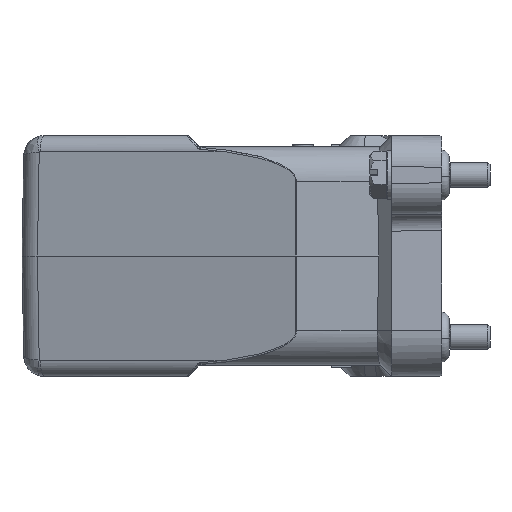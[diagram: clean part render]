
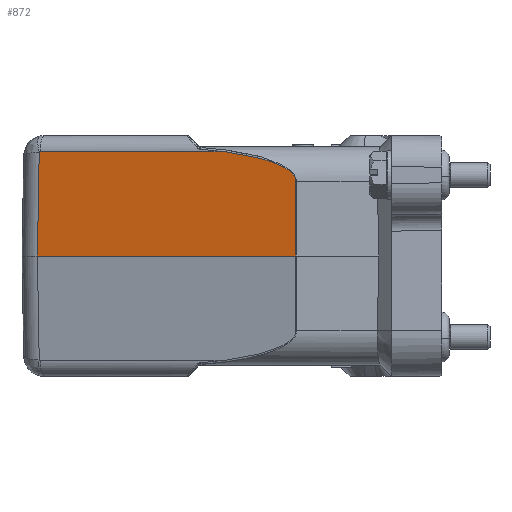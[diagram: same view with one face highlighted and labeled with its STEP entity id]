
A CAD part, left-side view. The second image highlights one B-rep face of the part: STEP entity #872.
In plain terms, the highlighted planar face has unit normal (-0.966, 0.259, 0.018).
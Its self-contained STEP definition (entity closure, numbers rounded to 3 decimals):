
#872=ADVANCED_FACE('NONE',(#1594),#1270,.T.);
#1270=PLANE('',#9001);
#1594=FACE_OUTER_BOUND('',#2095,.T.);
#2095=EDGE_LOOP('',(#4878,#4879,#4880,#4881,#4882,#4883));
#2632=LINE('',#13071,#3298);
#2788=LINE('',#14150,#3454);
#2789=LINE('',#14169,#3455);
#2790=LINE('',#14171,#3456);
#3298=VECTOR('',#10038,1.);
#3454=VECTOR('',#10386,1.);
#3455=VECTOR('',#10389,1.);
#3456=VECTOR('',#10390,1.);
#4878=ORIENTED_EDGE('',*,*,#7734,.F.);
#4879=ORIENTED_EDGE('',*,*,#7735,.T.);
#4880=ORIENTED_EDGE('',*,*,#7736,.T.);
#4881=ORIENTED_EDGE('',*,*,#7521,.F.);
#4882=ORIENTED_EDGE('',*,*,#7520,.F.);
#4883=ORIENTED_EDGE('',*,*,#7732,.T.);
#6591=VERTEX_POINT('',#12924);
#6593=VERTEX_POINT('',#12962);
#6594=VERTEX_POINT('',#13072);
#6702=VERTEX_POINT('',#14149);
#6703=VERTEX_POINT('',#14168);
#6704=VERTEX_POINT('',#14170);
#7520=EDGE_CURVE('NONE',#6591,#6593,#8379,.T.);
#7521=EDGE_CURVE('NONE',#6593,#6594,#2632,.T.);
#7732=EDGE_CURVE('NONE',#6591,#6702,#2788,.T.);
#7734=EDGE_CURVE('NONE',#6703,#6702,#8426,.T.);
#7735=EDGE_CURVE('NONE',#6703,#6704,#2789,.T.);
#7736=EDGE_CURVE('NONE',#6704,#6594,#2790,.T.);
#8379=B_SPLINE_CURVE_WITH_KNOTS('',3,(#12963,#12964,#12965,#12966,#12967,
#12968,#12969,#12970,#12971,#12972,#12973,#12974,#12975,#12976,#12977,#12978,
#12979,#12980,#12981,#12982),.UNSPECIFIED.,.F.,.F.,(4,2,2,2,2,2,2,2,2,4),
(0.,0.25,0.5,0.625,0.75,0.813,0.875,0.938,0.969,1.),
 .UNSPECIFIED.);
#8426=B_SPLINE_CURVE_WITH_KNOTS('',3,(#14164,#14165,#14166,#14167),
 .UNSPECIFIED.,.F.,.F.,(4,4),(0.,1.),.UNSPECIFIED.);
#9001=AXIS2_PLACEMENT_3D('',#14172,#10391,#10392);
#10038=DIRECTION('',(-0.017,0.002,-1.));
#10386=DIRECTION('',(0.259,0.966,0.));
#10389=DIRECTION('',(-0.013,0.017,-1.));
#10390=DIRECTION('',(-0.259,-0.966,0.));
#10391=DIRECTION('',(-0.966,0.259,0.017));
#10392=DIRECTION('',(-0.259,-0.966,0.));
#12924=CARTESIAN_POINT('',(-46.529,51.861,25.07));
#12962=CARTESIAN_POINT('',(-51.17,35.022,17.948));
#12963=CARTESIAN_POINT('',(-46.529,51.861,25.07));
#12964=CARTESIAN_POINT('',(-46.957,50.278,24.872));
#12965=CARTESIAN_POINT('',(-47.384,48.7,24.629));
#12966=CARTESIAN_POINT('',(-48.235,45.566,24.024));
#12967=CARTESIAN_POINT('',(-48.658,44.01,23.663));
#12968=CARTESIAN_POINT('',(-49.285,41.716,22.977));
#12969=CARTESIAN_POINT('',(-49.493,40.958,22.724));
#12970=CARTESIAN_POINT('',(-49.902,39.469,22.146));
#12971=CARTESIAN_POINT('',(-50.104,38.737,21.823));
#12972=CARTESIAN_POINT('',(-50.397,37.684,21.249));
#12973=CARTESIAN_POINT('',(-50.492,37.341,21.042));
#12974=CARTESIAN_POINT('',(-50.677,36.683,20.587));
#12975=CARTESIAN_POINT('',(-50.766,36.367,20.338));
#12976=CARTESIAN_POINT('',(-50.93,35.792,19.778));
#12977=CARTESIAN_POINT('',(-51.006,35.531,19.465));
#12978=CARTESIAN_POINT('',(-51.094,35.24,18.933));
#12979=CARTESIAN_POINT('',(-51.118,35.16,18.745));
#12980=CARTESIAN_POINT('',(-51.155,35.051,18.355));
#12981=CARTESIAN_POINT('',(-51.166,35.022,18.152));
#12982=CARTESIAN_POINT('',(-51.17,35.022,17.948));
#13071=CARTESIAN_POINT('',(-51.165,35.022,18.241));
#13072=CARTESIAN_POINT('',(-51.483,35.064,0.));
#14149=CARTESIAN_POINT('',(-34.537,96.615,25.07));
#14150=CARTESIAN_POINT('',(-33.393,100.887,25.07));
#14164=CARTESIAN_POINT('',(-34.473,96.857,25.04));
#14165=CARTESIAN_POINT('',(-34.494,96.778,25.06));
#14166=CARTESIAN_POINT('',(-34.515,96.697,25.07));
#14167=CARTESIAN_POINT('',(-34.537,96.615,25.07));
#14168=CARTESIAN_POINT('',(-34.473,96.857,25.04));
#14169=CARTESIAN_POINT('',(-34.473,96.857,25.04));
#14170=CARTESIAN_POINT('',(-34.808,97.295,0.));
#14171=CARTESIAN_POINT('',(-33.815,101.,0.));
#14172=CARTESIAN_POINT('',(-33.815,101.,0.));
